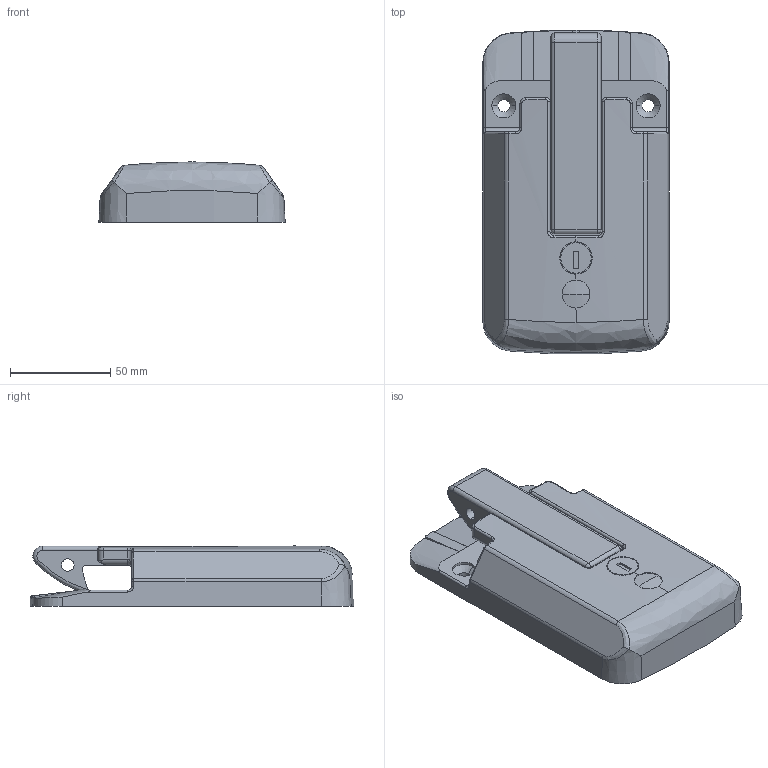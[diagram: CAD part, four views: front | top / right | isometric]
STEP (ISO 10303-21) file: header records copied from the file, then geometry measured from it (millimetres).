
FILE_DESCRIPTION (( 'STEP AP203' ), '1' );
FILE_NAME ('FA-812-C-2S-1.STEP', '2021-04-14T02:11:26', ( '' ), ( '' ), 'SwSTEP 2.0', 'SolidWorks 2018', '' );
FILE_SCHEMA (( 'CONFIG_CONTROL_DESIGN' ));
Length unit declared in the file: millimetre
Products named in the file (9): FA-812-C-2S-1_hook pin_; FA-812-C-2S-1_rotor_; FA-812-C-2S-1_screw hole cap__Assy; FA-812-C-2S-1_body_; FA-812-C-2S-1_hook__S; FA-812-C-2S-1_cross-recessed head machine screw_ver1.05__M4x8十字穴付なべ小ねじ(SUS)SWシングルセムス(P2); FA-812-C-2S-1_cross-recessed flat head screw_ver1.03__M4x8十字穴付皿小ねじ(SUS); FA-812-C-2S-1_spring holder plate_; FA-812-C-2S-1
Assembly tree (10 placements, depth 2):
  FA-812-C-2S-1
    FA-812-C-2S-1_body_
    FA-812-C-2S-1_hook__S
    FA-812-C-2S-1_hook pin_
    FA-812-C-2S-1_spring holder plate_
    FA-812-C-2S-1_cross-recessed flat head screw_ver1.03__M4x8十字穴付皿小ねじ(SUS)  x2
    FA-812-C-2S-1_cross-recessed head machine screw_ver1.05__M4x8十字穴付なべ小ねじ(SUS)SWシングルセムス(P2)  x2
    FA-812-C-2S-1_screw hole cap__Assy
    FA-812-C-2S-1_rotor_
Bounding box: 93 x 161.66 x 30.09 mm (x, y, z)
Volume: 149732.9 mm3; surface area: 71470.5 mm2
Topology: 10 solids, 10 shells, 544 faces, 1431 edges, 910 vertices
Faces by surface type: plane 250, cylinder 179, cone 55, bspline 32, torus 20, sphere 8
Entity records: 17330 total; most frequent: CARTESIAN_POINT 5060, ORIENTED_EDGE 2436, DIRECTION 2286, EDGE_CURVE 1218, AXIS2_PLACEMENT_3D 810, VERTEX_POINT 780, LINE 666, VECTOR 666
